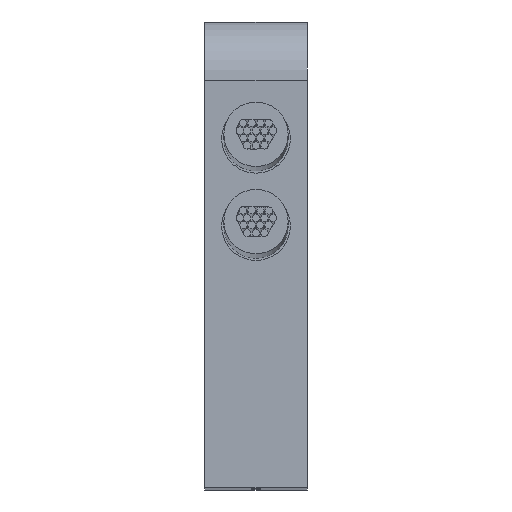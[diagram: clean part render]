
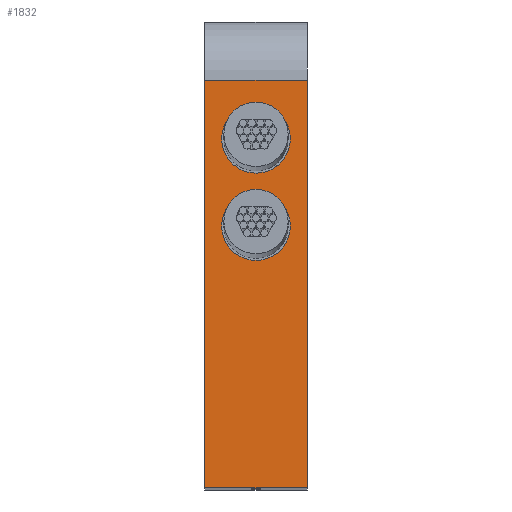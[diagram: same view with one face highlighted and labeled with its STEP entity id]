
A CAD part, top view. The second image highlights one B-rep face of the part: STEP entity #1832.
In plain terms, the highlighted face is planar.
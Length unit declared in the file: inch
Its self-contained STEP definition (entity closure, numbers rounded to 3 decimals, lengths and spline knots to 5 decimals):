
#39=DIRECTION('',(0.,0.,-1.));
#40=VECTOR('',#39,0.551);
#41=CARTESIAN_POINT('',(-0.069,-0.827,0.315));
#42=LINE('',#41,#40);
#43=DIRECTION('',(-1.,0.,0.));
#44=VECTOR('',#43,0.138);
#45=CARTESIAN_POINT('',(0.069,-0.827,-0.236));
#46=LINE('',#45,#44);
#47=DIRECTION('',(1.,0.,0.));
#48=VECTOR('',#47,0.138);
#49=CARTESIAN_POINT('',(-0.069,-0.827,0.315));
#50=LINE('',#49,#48);
#51=CARTESIAN_POINT('',(0.,-0.827,-0.039));
#52=DIRECTION('',(0.,-1.,0.));
#53=DIRECTION('',(0.,0.,-1.));
#54=AXIS2_PLACEMENT_3D('',#51,#52,#53);
#56=CARTESIAN_POINT('',(0.,-0.827,-0.039));
#57=DIRECTION('',(0.,-1.,0.));
#58=DIRECTION('',(0.,0.,1.));
#59=AXIS2_PLACEMENT_3D('',#56,#57,#58);
#61=CARTESIAN_POINT('',(0.,-0.827,-0.157));
#62=DIRECTION('',(0.,-1.,0.));
#63=DIRECTION('',(0.,0.,-1.));
#64=AXIS2_PLACEMENT_3D('',#61,#62,#63);
#66=CARTESIAN_POINT('',(0.,-0.827,-0.157));
#67=DIRECTION('',(0.,-1.,0.));
#68=DIRECTION('',(0.,0.,1.));
#69=AXIS2_PLACEMENT_3D('',#66,#67,#68);
#428=DIRECTION('',(0.,0.,-1.));
#429=VECTOR('',#428,0.551);
#430=CARTESIAN_POINT('',(0.069,-0.827,0.315));
#431=LINE('',#430,#429);
#1371=CARTESIAN_POINT('',(-0.069,-0.827,0.315));
#1373=VERTEX_POINT('',#1371);
#1375=CARTESIAN_POINT('',(0.069,-0.827,0.315));
#1377=VERTEX_POINT('',#1375);
#1441=CARTESIAN_POINT('',(-0.069,-0.827,-0.236));
#1443=VERTEX_POINT('',#1441);
#1444=CARTESIAN_POINT('',(0.069,-0.827,-0.236));
#1445=VERTEX_POINT('',#1444);
#1730=CARTESIAN_POINT('',(0.,-0.827,-0.0855));
#1731=CARTESIAN_POINT('',(0.,-0.827,0.0075));
#1732=VERTEX_POINT('',#1730);
#1733=VERTEX_POINT('',#1731);
#1734=CARTESIAN_POINT('',(0.,-0.827,-0.2035));
#1735=CARTESIAN_POINT('',(0.,-0.827,-0.1105));
#1736=VERTEX_POINT('',#1734);
#1737=VERTEX_POINT('',#1735);
#1807=CARTESIAN_POINT('',(-0.069,-0.827,0.315));
#1808=DIRECTION('',(0.,-1.,0.));
#1809=DIRECTION('',(0.,0.,-1.));
#1810=AXIS2_PLACEMENT_3D('',#1807,#1808,#1809);
#1811=PLANE('',#1810);
#1812=ORIENTED_EDGE('',*,*,#1798,.T.);
#1813=ORIENTED_EDGE('',*,*,#1787,.F.);
#1815=ORIENTED_EDGE('',*,*,#1814,.T.);
#1817=ORIENTED_EDGE('',*,*,#1816,.T.);
#1818=EDGE_LOOP('',(#1812,#1813,#1815,#1817));
#1819=FACE_OUTER_BOUND('',#1818,.F.);
#1821=ORIENTED_EDGE('',*,*,#1820,.T.);
#1823=ORIENTED_EDGE('',*,*,#1822,.T.);
#1824=EDGE_LOOP('',(#1821,#1823));
#1825=FACE_BOUND('',#1824,.F.);
#1827=ORIENTED_EDGE('',*,*,#1826,.T.);
#1829=ORIENTED_EDGE('',*,*,#1828,.T.);
#1830=EDGE_LOOP('',(#1827,#1829));
#1831=FACE_BOUND('',#1830,.F.);
#1832=ADVANCED_FACE('',(#1819,#1825,#1831),#1811,.T.);
#55=CIRCLE('',#54,0.0465);
#60=CIRCLE('',#59,0.0465);
#65=CIRCLE('',#64,0.0465);
#70=CIRCLE('',#69,0.0465);
#1787=EDGE_CURVE('',#1373,#1443,#42,.T.);
#1798=EDGE_CURVE('',#1445,#1443,#46,.T.);
#1814=EDGE_CURVE('',#1373,#1377,#50,.T.);
#1816=EDGE_CURVE('',#1377,#1445,#431,.T.);
#1820=EDGE_CURVE('',#1732,#1733,#55,.T.);
#1822=EDGE_CURVE('',#1733,#1732,#60,.T.);
#1826=EDGE_CURVE('',#1736,#1737,#65,.T.);
#1828=EDGE_CURVE('',#1737,#1736,#70,.T.);
